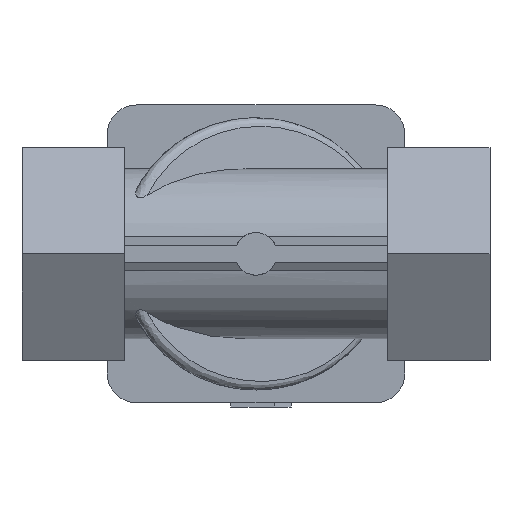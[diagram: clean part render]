
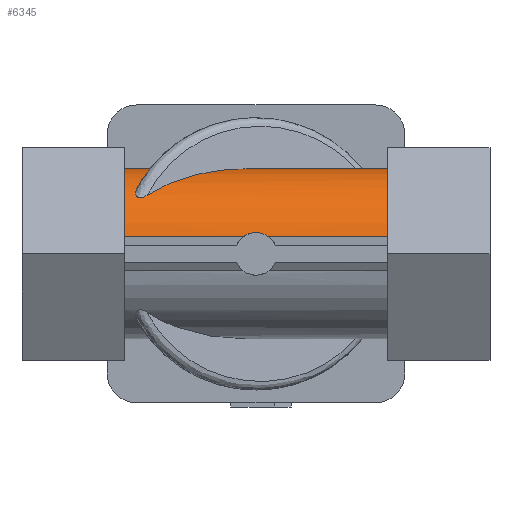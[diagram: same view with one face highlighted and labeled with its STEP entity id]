
A CAD part, front view. The second image highlights one B-rep face of the part: STEP entity #6345.
In plain terms, the highlighted cylindrical face has radius 20 mm (diameter 40 mm), a partial arc.
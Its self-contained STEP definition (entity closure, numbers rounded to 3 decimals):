
#142=ELLIPSE('',#6778,37.736,20.);
#162=B_SPLINE_CURVE_WITH_KNOTS('',3,(#9488,#9489,#9490,#9491,#9492,#9493,
#9494,#9495,#9496,#9497,#9498),.UNSPECIFIED.,.F.,.F.,(4,2,3,2,4),(-0.308,
-0.189,0.,0.189,0.308),
 .UNSPECIFIED.);
#164=B_SPLINE_CURVE_WITH_KNOTS('',3,(#9539,#9540,#9541,#9542,#9543,#9544,
#9545,#9546,#9547,#9548,#9549,#9550,#9551,#9552,#9553,#9554,#9555,#9556),
 .UNSPECIFIED.,.F.,.F.,(4,2,2,2,2,2,2,2,4),(-1.345,-1.,
-0.807,-0.687,-0.579,-0.458,
-0.35,-0.225,0.),
 .UNSPECIFIED.);
#165=B_SPLINE_CURVE_WITH_KNOTS('',3,(#9558,#9559,#9560,#9561,#9562,#9563,
#9564,#9565,#9566,#9567,#9568,#9569,#9570),.UNSPECIFIED.,.F.,.F.,(4,3,2,
2,2,4),(-0.018,0.,0.391,0.783,1.174,
1.338),.UNSPECIFIED.);
#514=FACE_OUTER_BOUND('',#889,.T.);
#889=EDGE_LOOP('',(#4523,#4524,#4525,#4526,#4527,#4528,#4529,#4530,#4531,
#4532));
#1348=LINE('',#9531,#1963);
#1349=LINE('',#9535,#1964);
#1350=LINE('',#9572,#1965);
#1351=LINE('',#9575,#1966);
#1963=VECTOR('',#7573,10.);
#1964=VECTOR('',#7576,10.);
#1965=VECTOR('',#7579,10.);
#1966=VECTOR('',#7582,10.);
#2525=CIRCLE('',#6777,20.);
#2526=CIRCLE('',#6779,20.);
#2828=VERTEX_POINT('',#9482);
#2830=VERTEX_POINT('',#9486);
#2839=VERTEX_POINT('',#9530);
#2840=VERTEX_POINT('',#9532);
#2841=VERTEX_POINT('',#9534);
#2842=VERTEX_POINT('',#9536);
#2843=VERTEX_POINT('',#9538);
#2844=VERTEX_POINT('',#9557);
#2845=VERTEX_POINT('',#9571);
#2846=VERTEX_POINT('',#9573);
#3487=EDGE_CURVE('',#2828,#2830,#162,.F.);
#3498=EDGE_CURVE('',#2830,#2839,#1348,.T.);
#3499=EDGE_CURVE('',#2840,#2839,#2525,.T.);
#3500=EDGE_CURVE('',#2841,#2840,#1349,.T.);
#3501=EDGE_CURVE('',#2842,#2841,#142,.T.);
#3502=EDGE_CURVE('',#2843,#2842,#164,.F.);
#3503=EDGE_CURVE('',#2844,#2843,#165,.T.);
#3504=EDGE_CURVE('',#2845,#2844,#1350,.T.);
#3505=EDGE_CURVE('',#2846,#2845,#2526,.T.);
#3506=EDGE_CURVE('',#2846,#2828,#1351,.T.);
#4523=ORIENTED_EDGE('',*,*,#3487,.T.);
#4524=ORIENTED_EDGE('',*,*,#3498,.T.);
#4525=ORIENTED_EDGE('',*,*,#3499,.F.);
#4526=ORIENTED_EDGE('',*,*,#3500,.F.);
#4527=ORIENTED_EDGE('',*,*,#3501,.F.);
#4528=ORIENTED_EDGE('',*,*,#3502,.F.);
#4529=ORIENTED_EDGE('',*,*,#3503,.F.);
#4530=ORIENTED_EDGE('',*,*,#3504,.F.);
#4531=ORIENTED_EDGE('',*,*,#3505,.F.);
#4532=ORIENTED_EDGE('',*,*,#3506,.T.);
#6229=CYLINDRICAL_SURFACE('',#6776,20.);
#6345=ADVANCED_FACE('',(#514),#6229,.T.);
#6776=AXIS2_PLACEMENT_3D('',#9529,#7571,#7572);
#6777=AXIS2_PLACEMENT_3D('',#9533,#7574,#7575);
#6778=AXIS2_PLACEMENT_3D('',#9537,#7577,#7578);
#6779=AXIS2_PLACEMENT_3D('',#9574,#7580,#7581);
#7571=DIRECTION('center_axis',(1.,0.,0.));
#7572=DIRECTION('ref_axis',(0.,0.009,1.));
#7573=DIRECTION('',(1.,0.,0.));
#7574=DIRECTION('center_axis',(1.,0.,0.));
#7575=DIRECTION('ref_axis',(0.,0.009,1.));
#7576=DIRECTION('',(1.,0.,0.));
#7577=DIRECTION('center_axis',(-0.53,0.848,0.));
#7578=DIRECTION('ref_axis',(0.848,0.53,0.));
#7579=DIRECTION('',(1.,0.,0.));
#7580=DIRECTION('center_axis',(-1.,0.,0.));
#7581=DIRECTION('ref_axis',(0.,0.009,1.));
#7582=DIRECTION('',(1.,0.,0.));
#9482=CARTESIAN_POINT('',(-3.,-41.096,4.));
#9486=CARTESIAN_POINT('',(3.,-41.096,4.));
#9488=CARTESIAN_POINT('Ctrl Pts',(3.,-41.096,4.));
#9489=CARTESIAN_POINT('Ctrl Pts',(2.672,-41.046,4.246));
#9490=CARTESIAN_POINT('Ctrl Pts',(2.305,-40.998,4.457));
#9491=CARTESIAN_POINT('Ctrl Pts',(1.302,-40.899,4.873));
#9492=CARTESIAN_POINT('Ctrl Pts',(0.631,-40.865,5.));
#9493=CARTESIAN_POINT('Ctrl Pts',(0.,-40.865,5.));
#9494=CARTESIAN_POINT('Ctrl Pts',(-0.631,-40.865,
5.));
#9495=CARTESIAN_POINT('Ctrl Pts',(-1.302,-40.899,4.873));
#9496=CARTESIAN_POINT('Ctrl Pts',(-2.305,-40.998,4.457));
#9497=CARTESIAN_POINT('Ctrl Pts',(-2.672,-41.046,4.246));
#9498=CARTESIAN_POINT('Ctrl Pts',(-3.,-41.096,4.));
#9529=CARTESIAN_POINT('Origin',(0.,-21.5,0.));
#9530=CARTESIAN_POINT('',(31.,-41.096,4.));
#9531=CARTESIAN_POINT('',(0.,-41.096,4.));
#9532=CARTESIAN_POINT('',(31.,-21.318,19.999));
#9533=CARTESIAN_POINT('Origin',(31.,-21.5,0.));
#9534=CARTESIAN_POINT('',(-2.109,-21.318,19.999));
#9535=CARTESIAN_POINT('',(0.,-21.318,19.999));
#9536=CARTESIAN_POINT('',(-25.586,-35.991,13.784));
#9537=CARTESIAN_POINT('Origin',(-2.4,-21.5,0.));
#9538=CARTESIAN_POINT('',(-27.938,-34.011,15.603));
#9539=CARTESIAN_POINT('Ctrl Pts',(-25.586,-35.991,13.784));
#9540=CARTESIAN_POINT('Ctrl Pts',(-25.846,-36.154,13.613));
#9541=CARTESIAN_POINT('Ctrl Pts',(-26.146,-36.313,13.439));
#9542=CARTESIAN_POINT('Ctrl Pts',(-26.624,-36.489,13.242));
#9543=CARTESIAN_POINT('Ctrl Pts',(-26.813,-36.543,13.18));
#9544=CARTESIAN_POINT('Ctrl Pts',(-27.124,-36.585,13.132));
#9545=CARTESIAN_POINT('Ctrl Pts',(-27.246,-36.59,13.126));
#9546=CARTESIAN_POINT('Ctrl Pts',(-27.475,-36.568,13.151));
#9547=CARTESIAN_POINT('Ctrl Pts',(-27.576,-36.545,13.178));
#9548=CARTESIAN_POINT('Ctrl Pts',(-27.776,-36.466,13.267));
#9549=CARTESIAN_POINT('Ctrl Pts',(-27.865,-36.409,13.331));
#9550=CARTESIAN_POINT('Ctrl Pts',(-28.004,-36.284,13.47));
#9551=CARTESIAN_POINT('Ctrl Pts',(-28.084,-36.195,13.568));
#9552=CARTESIAN_POINT('Ctrl Pts',(-28.226,-35.895,13.887));
#9553=CARTESIAN_POINT('Ctrl Pts',(-28.268,-35.699,14.088));
#9554=CARTESIAN_POINT('Ctrl Pts',(-28.287,-35.073,14.7));
#9555=CARTESIAN_POINT('Ctrl Pts',(-28.185,-34.565,15.159));
#9556=CARTESIAN_POINT('Ctrl Pts',(-27.937,-34.012,15.603));
#9557=CARTESIAN_POINT('',(-24.981,-21.318,19.999));
#9558=CARTESIAN_POINT('Ctrl Pts',(-24.981,-21.318,19.999));
#9559=CARTESIAN_POINT('Ctrl Pts',(-24.98,-21.379,20.));
#9560=CARTESIAN_POINT('Ctrl Pts',(-24.98,-21.439,20.));
#9561=CARTESIAN_POINT('Ctrl Pts',(-24.98,-21.5,20.));
#9562=CARTESIAN_POINT('Ctrl Pts',(-24.98,-22.805,20.));
#9563=CARTESIAN_POINT('Ctrl Pts',(-25.085,-24.135,19.87));
#9564=CARTESIAN_POINT('Ctrl Pts',(-25.493,-26.75,19.345));
#9565=CARTESIAN_POINT('Ctrl Pts',(-25.794,-28.035,18.949));
#9566=CARTESIAN_POINT('Ctrl Pts',(-26.519,-30.48,17.92));
#9567=CARTESIAN_POINT('Ctrl Pts',(-26.943,-31.642,17.286));
#9568=CARTESIAN_POINT('Ctrl Pts',(-27.566,-33.163,16.256));
#9569=CARTESIAN_POINT('Ctrl Pts',(-27.752,-33.596,15.936));
#9570=CARTESIAN_POINT('Ctrl Pts',(-27.938,-34.011,15.603));
#9571=CARTESIAN_POINT('',(-31.,-21.318,19.999));
#9572=CARTESIAN_POINT('',(0.,-21.318,19.999));
#9573=CARTESIAN_POINT('',(-31.,-41.096,4.));
#9574=CARTESIAN_POINT('Origin',(-31.,-21.5,0.));
#9575=CARTESIAN_POINT('',(0.,-41.096,4.));
